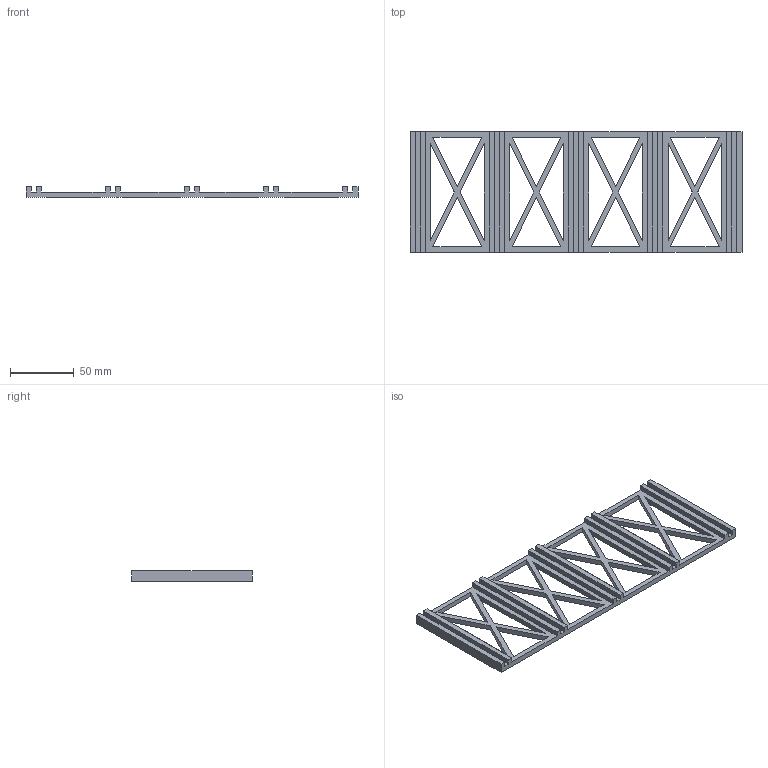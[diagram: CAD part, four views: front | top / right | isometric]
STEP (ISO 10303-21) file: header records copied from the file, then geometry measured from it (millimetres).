
FILE_DESCRIPTION(/* description */ (''),/* implementation_level */ '2;1');
FILE_NAME(/* name */ 'FlipClock_FrameBase.step',/* time_stamp */ '2021-04-20T16:07:32-04:00',/* author */ (''),/* organization */ (''),/* preprocessor_version */ 'ST-DEVELOPER v18.1',/* originating_system */ 'Autodesk Translation Framework v10.6.0.1341',/* authorisation */ '');
FILE_SCHEMA (('AUTOMOTIVE_DESIGN { 1 0 10303 214 3 1 1 }'));
Length unit declared in the file: millimetre
Products named in the file (1): FlipClock_Frame
Bounding box: 260 x 94 x 8 mm (x, y, z)
Volume: 66522.4 mm3; surface area: 45515.2 mm2
Topology: 1 solids, 1 shells, 90 faces, 264 edges, 176 vertices
Faces by surface type: plane 90
Entity records: 3032 total; most frequent: CARTESIAN_POINT 531, ORIENTED_EDGE 528, DIRECTION 446, LINE 264, VECTOR 264, EDGE_CURVE 264, VERTEX_POINT 176, EDGE_LOOP 122
